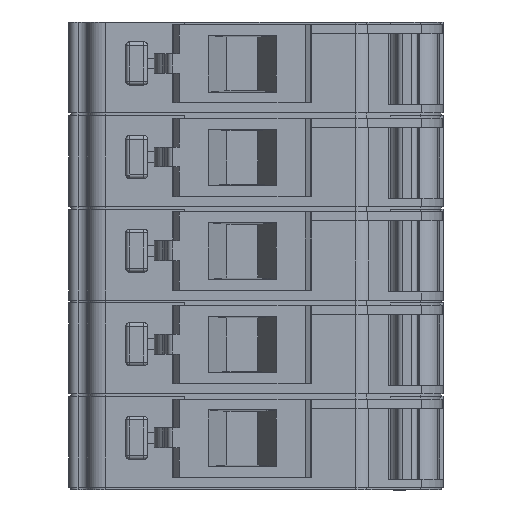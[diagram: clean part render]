
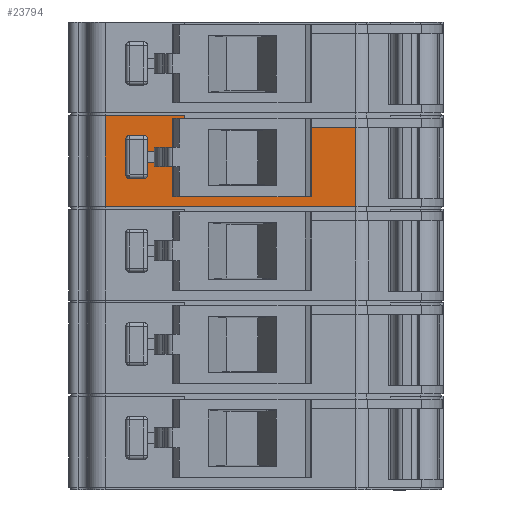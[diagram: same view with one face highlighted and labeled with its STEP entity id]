
A CAD part, front view. The second image highlights one B-rep face of the part: STEP entity #23794.
In plain terms, the highlighted planar face has unit normal (0, -1, 0).
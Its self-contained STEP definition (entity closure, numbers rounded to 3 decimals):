
#808 = VERTEX_POINT ( 'NONE', #43428 ) ;
#1194 = DIRECTION ( 'NONE',  ( -1., 0., 0. ) ) ;
#1358 = CARTESIAN_POINT ( 'NONE',  ( -36.379, 13.714, 9.287 ) ) ;
#2093 = ORIENTED_EDGE ( 'NONE', *, *, #36090, .F. ) ;
#2153 = CARTESIAN_POINT ( 'NONE',  ( -50.276, 13.714, 9.287 ) ) ;
#2732 = DIRECTION ( 'NONE',  ( -1., 0., 0. ) ) ;
#3127 = CARTESIAN_POINT ( 'NONE',  ( -36.379, 13.714, 4.837 ) ) ;
#4507 = LINE ( 'NONE', #33660, #36000 ) ;
#4757 = LINE ( 'NONE', #41680, #14568 ) ;
#4871 = DIRECTION ( 'NONE',  ( 0., 0., 1. ) ) ;
#5067 = CARTESIAN_POINT ( 'NONE',  ( -36.379, 13.714, 9.287 ) ) ;
#5218 = PLANE ( 'NONE',  #13250 ) ;
#5684 = EDGE_CURVE ( 'NONE', #8024, #14630, #26783, .T. ) ;
#6073 = VECTOR ( 'NONE', #13230, 1000. ) ;
#6165 = VECTOR ( 'NONE', #34868, 1000. ) ;
#6293 = EDGE_CURVE ( 'NONE', #27404, #808, #32404, .T. ) ;
#6428 = LINE ( 'NONE', #24292, #34451 ) ;
#8024 = VERTEX_POINT ( 'NONE', #8959 ) ;
#8911 = VECTOR ( 'NONE', #13241, 1000. ) ;
#8959 = CARTESIAN_POINT ( 'NONE',  ( -50.276, 13.714, 9.337 ) ) ;
#9019 = VERTEX_POINT ( 'NONE', #20971 ) ;
#9498 = LINE ( 'NONE', #43294, #35256 ) ;
#10830 = CARTESIAN_POINT ( 'NONE',  ( -45.872, 13.714, 4.137 ) ) ;
#11480 = LINE ( 'NONE', #40771, #28634 ) ;
#12245 = ORIENTED_EDGE ( 'NONE', *, *, #20990, .F. ) ;
#12308 = VECTOR ( 'NONE', #39949, 1000. ) ;
#12461 = CARTESIAN_POINT ( 'NONE',  ( -38.822, 13.714, 8.687 ) ) ;
#12522 = VERTEX_POINT ( 'NONE', #30613 ) ;
#13230 = DIRECTION ( 'NONE',  ( 0., 0., -1. ) ) ;
#13241 = DIRECTION ( 'NONE',  ( 1., 0., 0. ) ) ;
#13250 = AXIS2_PLACEMENT_3D ( 'NONE', #5067, #26980, #1194 ) ;
#13339 = EDGE_CURVE ( 'NONE', #9019, #13867, #9498, .T. ) ;
#13566 = DIRECTION ( 'NONE',  ( 0., 0., 1. ) ) ;
#13640 = EDGE_LOOP ( 'NONE', ( #22589, #41089, #23990, #15209, #12245, #31241, #37571, #45782, #30393, #14720 ) ) ;
#13678 = EDGE_CURVE ( 'NONE', #20861, #27404, #16965, .T. ) ;
#13867 = VERTEX_POINT ( 'NONE', #36725 ) ;
#14568 = VECTOR ( 'NONE', #42154, 1000. ) ;
#14630 = VERTEX_POINT ( 'NONE', #19733 ) ;
#14720 = ORIENTED_EDGE ( 'NONE', *, *, #32577, .F. ) ;
#15209 = ORIENTED_EDGE ( 'NONE', *, *, #5684, .F. ) ;
#16519 = EDGE_CURVE ( 'NONE', #37534, #19887, #11480, .T. ) ;
#16965 = LINE ( 'NONE', #31774, #8911 ) ;
#18141 = EDGE_LOOP ( 'NONE', ( #25058, #2093, #33694, #42696 ) ) ;
#18716 = VECTOR ( 'NONE', #4871, 1000. ) ;
#18753 = LINE ( 'NONE', #27966, #30148 ) ;
#19188 = VECTOR ( 'NONE', #13566, 1000. ) ;
#19639 = CARTESIAN_POINT ( 'NONE',  ( -38.822, 13.714, 4.837 ) ) ;
#19733 = CARTESIAN_POINT ( 'NONE',  ( -45.872, 13.714, 9.337 ) ) ;
#19887 = VERTEX_POINT ( 'NONE', #28379 ) ;
#20322 = LINE ( 'NONE', #2153, #19188 ) ;
#20861 = VERTEX_POINT ( 'NONE', #12461 ) ;
#20971 = CARTESIAN_POINT ( 'NONE',  ( -48.234, 13.714, 7.737 ) ) ;
#20990 = EDGE_CURVE ( 'NONE', #23379, #8024, #20322, .T. ) ;
#22589 = ORIENTED_EDGE ( 'NONE', *, *, #16519, .F. ) ;
#22798 = CARTESIAN_POINT ( 'NONE',  ( -46.522, 13.714, 9.187 ) ) ;
#23379 = VERTEX_POINT ( 'NONE', #34343 ) ;
#23794 = ADVANCED_FACE ( 'NONE', ( #31431, #34312 ), #5218, .F. ) ;
#23990 = ORIENTED_EDGE ( 'NONE', *, *, #29455, .F. ) ;
#24292 = CARTESIAN_POINT ( 'NONE',  ( -36.379, 13.714, 9.187 ) ) ;
#24457 = DIRECTION ( 'NONE',  ( -1., 0., 0. ) ) ;
#25058 = ORIENTED_EDGE ( 'NONE', *, *, #34124, .F. ) ;
#25558 = LINE ( 'NONE', #27424, #18716 ) ;
#26613 = CARTESIAN_POINT ( 'NONE',  ( -48.834, 13.714, 6.337 ) ) ;
#26783 = LINE ( 'NONE', #42565, #6165 ) ;
#26980 = DIRECTION ( 'NONE',  ( 0., 1., 0. ) ) ;
#27404 = VERTEX_POINT ( 'NONE', #30696 ) ;
#27424 = CARTESIAN_POINT ( 'NONE',  ( -38.822, 13.714, 9.287 ) ) ;
#27966 = CARTESIAN_POINT ( 'NONE',  ( -48.234, 13.714, 9.287 ) ) ;
#28379 = CARTESIAN_POINT ( 'NONE',  ( -46.522, 13.714, 4.837 ) ) ;
#28446 = DIRECTION ( 'NONE',  ( 1., 0., 0. ) ) ;
#28634 = VECTOR ( 'NONE', #44364, 1000. ) ;
#28907 = CARTESIAN_POINT ( 'NONE',  ( -36.379, 13.714, 4.287 ) ) ;
#29455 = EDGE_CURVE ( 'NONE', #14630, #12522, #44994, .T. ) ;
#29664 = DIRECTION ( 'NONE',  ( 0., 0., -1. ) ) ;
#30148 = VECTOR ( 'NONE', #31638, 1000. ) ;
#30393 = ORIENTED_EDGE ( 'NONE', *, *, #44371, .F. ) ;
#30519 = VECTOR ( 'NONE', #43017, 1000. ) ;
#30613 = CARTESIAN_POINT ( 'NONE',  ( -45.872, 13.714, 9.187 ) ) ;
#30696 = CARTESIAN_POINT ( 'NONE',  ( -36.379, 13.714, 8.687 ) ) ;
#31241 = ORIENTED_EDGE ( 'NONE', *, *, #39821, .F. ) ;
#31431 = FACE_OUTER_BOUND ( 'NONE', #13640, .T. ) ;
#31464 = LINE ( 'NONE', #3127, #41221 ) ;
#31638 = DIRECTION ( 'NONE',  ( 0., 0., 1. ) ) ;
#31774 = CARTESIAN_POINT ( 'NONE',  ( -36.379, 13.714, 8.687 ) ) ;
#32404 = LINE ( 'NONE', #1358, #6073 ) ;
#32577 = EDGE_CURVE ( 'NONE', #19887, #45305, #31464, .T. ) ;
#32740 = VERTEX_POINT ( 'NONE', #36748 ) ;
#33358 = VERTEX_POINT ( 'NONE', #26613 ) ;
#33660 = CARTESIAN_POINT ( 'NONE',  ( -48.834, 13.714, 9.287 ) ) ;
#33694 = ORIENTED_EDGE ( 'NONE', *, *, #42547, .F. ) ;
#34124 = EDGE_CURVE ( 'NONE', #32740, #9019, #18753, .T. ) ;
#34312 = FACE_BOUND ( 'NONE', #18141, .T. ) ;
#34343 = CARTESIAN_POINT ( 'NONE',  ( -50.276, 13.714, 4.287 ) ) ;
#34451 = VECTOR ( 'NONE', #24457, 1000. ) ;
#34868 = DIRECTION ( 'NONE',  ( 1., 0., 0. ) ) ;
#35256 = VECTOR ( 'NONE', #2732, 1000. ) ;
#36000 = VECTOR ( 'NONE', #29664, 1000. ) ;
#36090 = EDGE_CURVE ( 'NONE', #33358, #32740, #4757, .T. ) ;
#36725 = CARTESIAN_POINT ( 'NONE',  ( -48.834, 13.714, 7.737 ) ) ;
#36748 = CARTESIAN_POINT ( 'NONE',  ( -48.234, 13.714, 6.337 ) ) ;
#37534 = VERTEX_POINT ( 'NONE', #22798 ) ;
#37571 = ORIENTED_EDGE ( 'NONE', *, *, #6293, .F. ) ;
#39645 = LINE ( 'NONE', #28907, #30519 ) ;
#39821 = EDGE_CURVE ( 'NONE', #808, #23379, #39645, .T. ) ;
#39949 = DIRECTION ( 'NONE',  ( 0., 0., -1. ) ) ;
#40734 = EDGE_CURVE ( 'NONE', #12522, #37534, #6428, .T. ) ;
#40771 = CARTESIAN_POINT ( 'NONE',  ( -46.522, 13.714, 9.287 ) ) ;
#41089 = ORIENTED_EDGE ( 'NONE', *, *, #40734, .F. ) ;
#41221 = VECTOR ( 'NONE', #28446, 1000. ) ;
#41680 = CARTESIAN_POINT ( 'NONE',  ( -36.379, 13.714, 6.337 ) ) ;
#42154 = DIRECTION ( 'NONE',  ( 1., 0., 0. ) ) ;
#42547 = EDGE_CURVE ( 'NONE', #13867, #33358, #4507, .T. ) ;
#42565 = CARTESIAN_POINT ( 'NONE',  ( -33.229, 13.714, 9.337 ) ) ;
#42696 = ORIENTED_EDGE ( 'NONE', *, *, #13339, .F. ) ;
#43017 = DIRECTION ( 'NONE',  ( -1., 0., 0. ) ) ;
#43294 = CARTESIAN_POINT ( 'NONE',  ( -36.379, 13.714, 7.737 ) ) ;
#43428 = CARTESIAN_POINT ( 'NONE',  ( -36.379, 13.714, 4.287 ) ) ;
#44364 = DIRECTION ( 'NONE',  ( 0., 0., -1. ) ) ;
#44371 = EDGE_CURVE ( 'NONE', #45305, #20861, #25558, .T. ) ;
#44994 = LINE ( 'NONE', #10830, #12308 ) ;
#45305 = VERTEX_POINT ( 'NONE', #19639 ) ;
#45782 = ORIENTED_EDGE ( 'NONE', *, *, #13678, .F. ) ;
